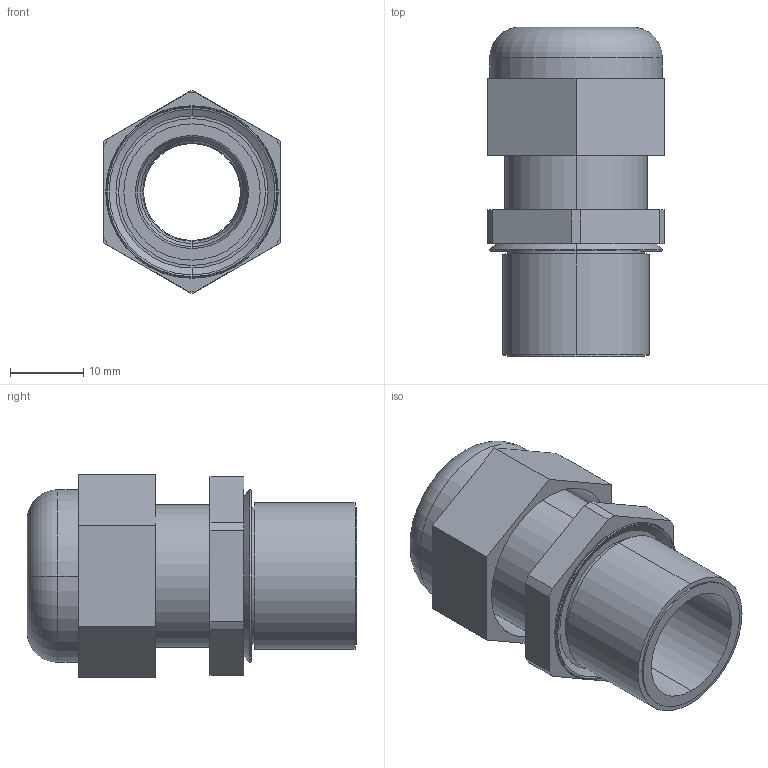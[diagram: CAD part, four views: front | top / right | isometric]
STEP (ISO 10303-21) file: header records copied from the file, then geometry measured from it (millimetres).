
FILE_DESCRIPTION (( 'STEP AP214' ), '1' );
FILE_NAME ('2022947_KSTP1.stp', '2018-08-09T14:39:52', ( '' ), ( '' ), 'SwSTEP 2.0', 'SolidWorks 2016', '' );
FILE_SCHEMA (( 'AUTOMOTIVE_DESIGN' ));
Length unit declared in the file: millimetre
Products named in the file (3): 2022947_KSTP1; 0041247_technische Darstellung; 0005775_technische Darstellung
Assembly tree (2 placements, depth 2):
  2022947_KSTP1
    0041247_technische Darstellung
    0005775_technische Darstellung
Bounding box: 24 x 44.9 x 27.71 mm (x, y, z)
Volume: 7711.2 mm3; surface area: 8404 mm2
Topology: 2 solids, 2 shells, 78 faces, 171 edges, 106 vertices
Faces by surface type: cylinder 31, plane 25, cone 12, torus 10
Entity records: 2295 total; most frequent: DIRECTION 429, CARTESIAN_POINT 360, ORIENTED_EDGE 342, AXIS2_PLACEMENT_3D 175, EDGE_CURVE 171, VERTEX_POINT 106, CIRCLE 92, EDGE_LOOP 91
